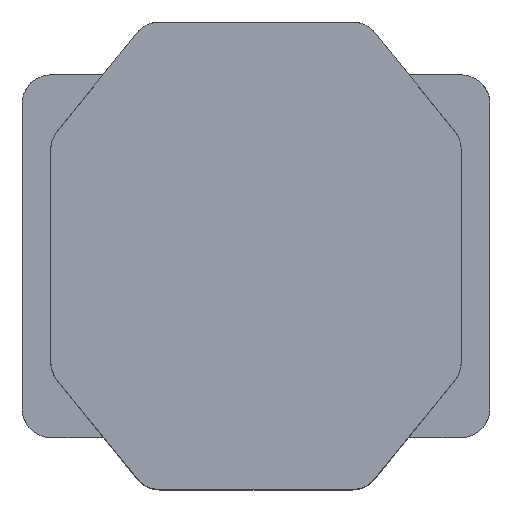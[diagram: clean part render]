
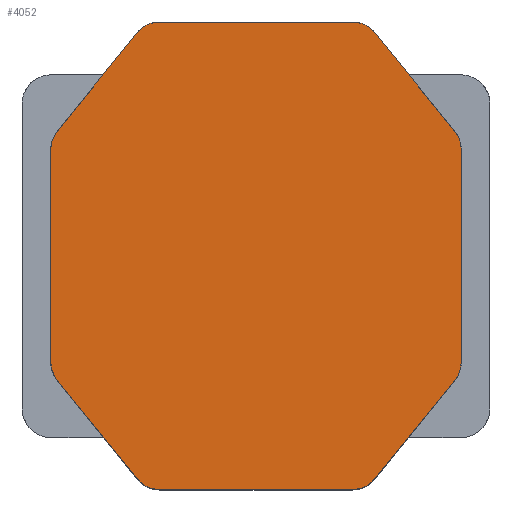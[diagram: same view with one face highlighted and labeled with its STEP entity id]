
A CAD part, top view. The second image highlights one B-rep face of the part: STEP entity #4052.
In plain terms, the highlighted face is planar.
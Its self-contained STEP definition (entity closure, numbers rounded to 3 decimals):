
#223 = EDGE_CURVE ( 'NONE', #1664, #1691, #2039, .T. ) ;
#226 = EDGE_CURVE ( 'NONE', #1682, #1653, #2045, .T. ) ;
#228 = EDGE_CURVE ( 'NONE', #1690, #1683, #2049, .T. ) ;
#232 = EDGE_CURVE ( 'NONE', #1689, #1679, #2057, .T. ) ;
#235 = EDGE_CURVE ( 'NONE', #1663, #1674, #2063, .T. ) ;
#238 = EDGE_CURVE ( 'NONE', #1677, #1665, #2069, .T. ) ;
#241 = EDGE_CURVE ( 'NONE', #1681, #1667, #2075, .T. ) ;
#244 = EDGE_CURVE ( 'NONE', #1586, #1680, #2081, .T. ) ;
#246 = EDGE_CURVE ( 'NONE', #1653, #1690, #2085, .T. ) ;
#247 = EDGE_CURVE ( 'NONE', #1683, #1689, #2087, .T. ) ;
#248 = EDGE_CURVE ( 'NONE', #1679, #1663, #2088, .T. ) ;
#249 = EDGE_CURVE ( 'NONE', #1674, #1677, #2089, .T. ) ;
#250 = EDGE_CURVE ( 'NONE', #1665, #1681, #2090, .T. ) ;
#251 = EDGE_CURVE ( 'NONE', #1667, #1586, #2091, .T. ) ;
#252 = EDGE_CURVE ( 'NONE', #1680, #1664, #2092, .T. ) ;
#253 = EDGE_CURVE ( 'NONE', #1691, #1682, #2093, .T. ) ;
#880 = FACE_OUTER_BOUND ( 'NONE', #1017, .T. ) ;
#1017 = EDGE_LOOP ( 'NONE', ( #4190, #4178, #4170, #4176, #4189, #4174, #4185, #4177, #4173, #4183, #4181, #4194, #4180, #4186, #4182, #4169 ) ) ;
#1191 = CARTESIAN_POINT ( 'NONE',  ( 1.155, 3.1, -2.45 ) ) ;
#1192 = DIRECTION ( 'NONE',  ( -1., 0., 0. ) ) ;
#1196 = CARTESIAN_POINT ( 'NONE',  ( -1.155, 3.1, -2.45 ) ) ;
#1197 = DIRECTION ( 'NONE',  ( -0.629, 0., 0.777 ) ) ;
#1200 = CARTESIAN_POINT ( 'NONE',  ( -2.15, 3.1, -1.222 ) ) ;
#1201 = DIRECTION ( 'NONE',  ( 0., 0., 1. ) ) ;
#1208 = CARTESIAN_POINT ( 'NONE',  ( -2.15, 3.1, 1.222 ) ) ;
#1209 = DIRECTION ( 'NONE',  ( 0.629, 0., 0.777 ) ) ;
#1214 = CARTESIAN_POINT ( 'NONE',  ( -1.155, 3.1, 2.45 ) ) ;
#1215 = DIRECTION ( 'NONE',  ( 1., 0., 0. ) ) ;
#1220 = CARTESIAN_POINT ( 'NONE',  ( 1.155, 3.1, 2.45 ) ) ;
#1221 = DIRECTION ( 'NONE',  ( 0.629, 0., -0.777 ) ) ;
#1226 = CARTESIAN_POINT ( 'NONE',  ( 2.15, 3.1, 1.222 ) ) ;
#1227 = DIRECTION ( 'NONE',  ( 0., 0., -1. ) ) ;
#1232 = CARTESIAN_POINT ( 'NONE',  ( 2.15, 3.1, -1.222 ) ) ;
#1233 = DIRECTION ( 'NONE',  ( -0.629, 0., -0.777 ) ) ;
#1236 = CARTESIAN_POINT ( 'NONE',  ( -1.85, 3.1, -1.115 ) ) ;
#1237 = DIRECTION ( 'NONE',  ( 0., 1., 0. ) ) ;
#1238 = DIRECTION ( 'NONE',  ( 0., 0., 1. ) ) ;
#1239 = CARTESIAN_POINT ( 'NONE',  ( -1.85, 3.1, 1.115 ) ) ;
#1240 = DIRECTION ( 'NONE',  ( 0., 1., 0. ) ) ;
#1241 = DIRECTION ( 'NONE',  ( 0., 0., 1. ) ) ;
#1242 = CARTESIAN_POINT ( 'NONE',  ( -1.012, 3.1, 2.15 ) ) ;
#1243 = DIRECTION ( 'NONE',  ( 0., 1., 0. ) ) ;
#1244 = DIRECTION ( 'NONE',  ( 0., 0., 1. ) ) ;
#1245 = CARTESIAN_POINT ( 'NONE',  ( 1.012, 3.1, 2.15 ) ) ;
#1246 = DIRECTION ( 'NONE',  ( 0., 1., 0. ) ) ;
#1247 = DIRECTION ( 'NONE',  ( 0., 0., 1. ) ) ;
#1248 = CARTESIAN_POINT ( 'NONE',  ( 1.85, 3.1, 1.115 ) ) ;
#1249 = DIRECTION ( 'NONE',  ( 0., 1., 0. ) ) ;
#1250 = DIRECTION ( 'NONE',  ( 0., 0., 1. ) ) ;
#1251 = CARTESIAN_POINT ( 'NONE',  ( 1.85, 3.1, -1.115 ) ) ;
#1252 = DIRECTION ( 'NONE',  ( 0., 1., 0. ) ) ;
#1253 = DIRECTION ( 'NONE',  ( 0., 0., 1. ) ) ;
#1256 = CARTESIAN_POINT ( 'NONE',  ( 1.012, 3.1, -2.15 ) ) ;
#1257 = DIRECTION ( 'NONE',  ( 0., 1., 0. ) ) ;
#1258 = DIRECTION ( 'NONE',  ( 0., 0., 1. ) ) ;
#1261 = CARTESIAN_POINT ( 'NONE',  ( -1.012, 3.1, -2.15 ) ) ;
#1262 = DIRECTION ( 'NONE',  ( 0., 1., 0. ) ) ;
#1263 = DIRECTION ( 'NONE',  ( 0., 0., 1. ) ) ;
#1310 = CARTESIAN_POINT ( 'NONE',  ( 2.083, 3.1, -1.304 ) ) ;
#1316 = CARTESIAN_POINT ( 'NONE',  ( -2.083, 3.1, -1.304 ) ) ;
#1347 = CARTESIAN_POINT ( 'NONE',  ( -1.012, 3.1, 2.45 ) ) ;
#1348 = CARTESIAN_POINT ( 'NONE',  ( 1.012, 3.1, -2.45 ) ) ;
#1352 = CARTESIAN_POINT ( 'NONE',  ( 2.15, 3.1, -1.115 ) ) ;
#1353 = CARTESIAN_POINT ( 'NONE',  ( 2.083, 3.1, 1.304 ) ) ;
#1354 = CARTESIAN_POINT ( 'NONE',  ( -1.245, 3.1, 2.339 ) ) ;
#1357 = CARTESIAN_POINT ( 'NONE',  ( -2.15, 3.1, 1.115 ) ) ;
#1359 = CARTESIAN_POINT ( 'NONE',  ( 1.012, 3.1, 2.45 ) ) ;
#1361 = CARTESIAN_POINT ( 'NONE',  ( 1.245, 3.1, 2.339 ) ) ;
#1363 = CARTESIAN_POINT ( 'NONE',  ( 1.245, 3.1, -2.339 ) ) ;
#1364 = CARTESIAN_POINT ( 'NONE',  ( 2.15, 3.1, 1.115 ) ) ;
#1365 = CARTESIAN_POINT ( 'NONE',  ( -1.245, 3.1, -2.339 ) ) ;
#1371 = CARTESIAN_POINT ( 'NONE',  ( -2.083, 3.1, 1.304 ) ) ;
#1372 = CARTESIAN_POINT ( 'NONE',  ( -2.15, 3.1, -1.115 ) ) ;
#1373 = CARTESIAN_POINT ( 'NONE',  ( -1.012, 3.1, -2.45 ) ) ;
#1586 = VERTEX_POINT ( 'NONE', #1310 ) ;
#1653 = VERTEX_POINT ( 'NONE', #1316 ) ;
#1663 = VERTEX_POINT ( 'NONE', #1347 ) ;
#1664 = VERTEX_POINT ( 'NONE', #1348 ) ;
#1665 = VERTEX_POINT ( 'NONE', #1353 ) ;
#1667 = VERTEX_POINT ( 'NONE', #1352 ) ;
#1674 = VERTEX_POINT ( 'NONE', #1359 ) ;
#1677 = VERTEX_POINT ( 'NONE', #1361 ) ;
#1679 = VERTEX_POINT ( 'NONE', #1354 ) ;
#1680 = VERTEX_POINT ( 'NONE', #1363 ) ;
#1681 = VERTEX_POINT ( 'NONE', #1364 ) ;
#1682 = VERTEX_POINT ( 'NONE', #1365 ) ;
#1683 = VERTEX_POINT ( 'NONE', #1357 ) ;
#1689 = VERTEX_POINT ( 'NONE', #1371 ) ;
#1690 = VERTEX_POINT ( 'NONE', #1372 ) ;
#1691 = VERTEX_POINT ( 'NONE', #1373 ) ;
#2039 = LINE ( 'NONE', #1191, #2042 ) ;
#2042 = VECTOR ( 'NONE', #1192, 1000. ) ;
#2045 = LINE ( 'NONE', #1196, #2048 ) ;
#2048 = VECTOR ( 'NONE', #1197, 1000. ) ;
#2049 = LINE ( 'NONE', #1200, #2052 ) ;
#2052 = VECTOR ( 'NONE', #1201, 1000. ) ;
#2057 = LINE ( 'NONE', #1208, #2060 ) ;
#2060 = VECTOR ( 'NONE', #1209, 1000. ) ;
#2063 = LINE ( 'NONE', #1214, #2066 ) ;
#2066 = VECTOR ( 'NONE', #1215, 1000. ) ;
#2069 = LINE ( 'NONE', #1220, #2072 ) ;
#2072 = VECTOR ( 'NONE', #1221, 1000. ) ;
#2075 = LINE ( 'NONE', #1226, #2078 ) ;
#2078 = VECTOR ( 'NONE', #1227, 1000. ) ;
#2081 = LINE ( 'NONE', #1232, #2084 ) ;
#2084 = VECTOR ( 'NONE', #1233, 1000. ) ;
#2085 = CIRCLE ( 'NONE', #2446, 0.3 ) ;
#2087 = CIRCLE ( 'NONE', #2447, 0.3 ) ;
#2088 = CIRCLE ( 'NONE', #2448, 0.3 ) ;
#2089 = CIRCLE ( 'NONE', #2449, 0.3 ) ;
#2090 = CIRCLE ( 'NONE', #2450, 0.3 ) ;
#2091 = CIRCLE ( 'NONE', #2451, 0.3 ) ;
#2092 = CIRCLE ( 'NONE', #2452, 0.3 ) ;
#2093 = CIRCLE ( 'NONE', #2453, 0.3 ) ;
#2446 = AXIS2_PLACEMENT_3D ( 'NONE', #1236, #1237, #1238 ) ;
#2447 = AXIS2_PLACEMENT_3D ( 'NONE', #1239, #1240, #1241 ) ;
#2448 = AXIS2_PLACEMENT_3D ( 'NONE', #1242, #1243, #1244 ) ;
#2449 = AXIS2_PLACEMENT_3D ( 'NONE', #1245, #1246, #1247 ) ;
#2450 = AXIS2_PLACEMENT_3D ( 'NONE', #1248, #1249, #1250 ) ;
#2451 = AXIS2_PLACEMENT_3D ( 'NONE', #1251, #1252, #1253 ) ;
#2452 = AXIS2_PLACEMENT_3D ( 'NONE', #1256, #1257, #1258 ) ;
#2453 = AXIS2_PLACEMENT_3D ( 'NONE', #1261, #1262, #1263 ) ;
#2550 = AXIS2_PLACEMENT_3D ( 'NONE', #3657, #3658, #3659 ) ;
#3638 = PLANE ( 'NONE',  #2550 ) ;
#3657 = CARTESIAN_POINT ( 'NONE',  ( 0., 3.1, 0. ) ) ;
#3658 = DIRECTION ( 'NONE',  ( 0., 1., 0. ) ) ;
#3659 = DIRECTION ( 'NONE',  ( 0., 0., 1. ) ) ;
#4052 = ADVANCED_FACE ( 'NONE', ( #880 ), #3638, .T. ) ;
#4169 = ORIENTED_EDGE ( 'NONE', *, *, #253, .T. ) ;
#4170 = ORIENTED_EDGE ( 'NONE', *, *, #228, .T. ) ;
#4173 = ORIENTED_EDGE ( 'NONE', *, *, #238, .T. ) ;
#4174 = ORIENTED_EDGE ( 'NONE', *, *, #248, .T. ) ;
#4176 = ORIENTED_EDGE ( 'NONE', *, *, #247, .T. ) ;
#4177 = ORIENTED_EDGE ( 'NONE', *, *, #249, .T. ) ;
#4178 = ORIENTED_EDGE ( 'NONE', *, *, #246, .T. ) ;
#4180 = ORIENTED_EDGE ( 'NONE', *, *, #244, .T. ) ;
#4181 = ORIENTED_EDGE ( 'NONE', *, *, #241, .T. ) ;
#4182 = ORIENTED_EDGE ( 'NONE', *, *, #223, .T. ) ;
#4183 = ORIENTED_EDGE ( 'NONE', *, *, #250, .T. ) ;
#4185 = ORIENTED_EDGE ( 'NONE', *, *, #235, .T. ) ;
#4186 = ORIENTED_EDGE ( 'NONE', *, *, #252, .T. ) ;
#4189 = ORIENTED_EDGE ( 'NONE', *, *, #232, .T. ) ;
#4190 = ORIENTED_EDGE ( 'NONE', *, *, #226, .T. ) ;
#4194 = ORIENTED_EDGE ( 'NONE', *, *, #251, .T. ) ;
